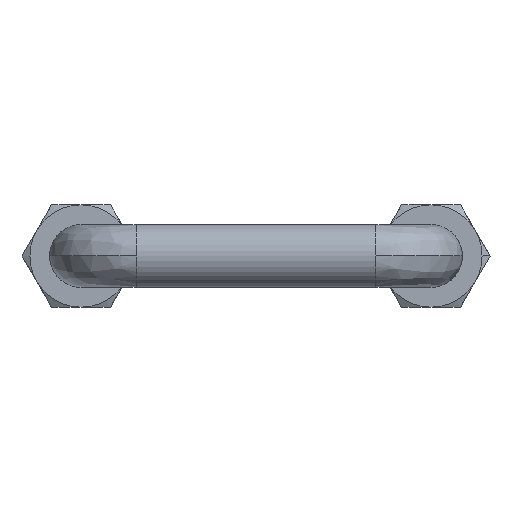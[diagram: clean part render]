
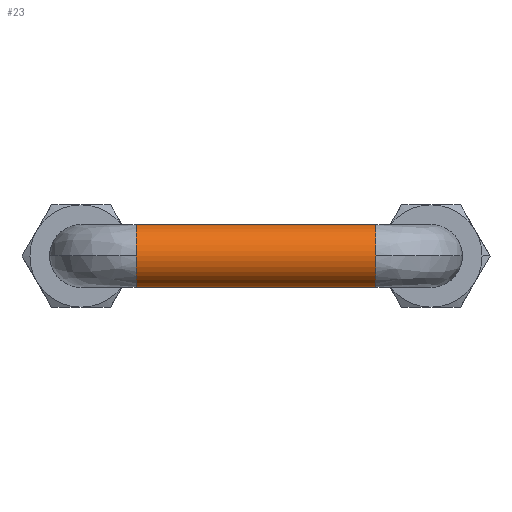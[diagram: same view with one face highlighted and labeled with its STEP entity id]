
A CAD part, left-side view. The second image highlights one B-rep face of the part: STEP entity #23.
In plain terms, the highlighted cylindrical face has radius 4 mm (diameter 8 mm), a partial arc.
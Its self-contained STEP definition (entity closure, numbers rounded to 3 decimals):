
#12 = FACE_OUTER_BOUND ( 'NONE', #856, .T. ) ;
#23 = ADVANCED_FACE ( 'NONE', ( #12 ), #477, .T. ) ;
#39 = ORIENTED_EDGE ( 'NONE', *, *, #1326, .T. ) ;
#49 = EDGE_CURVE ( 'NONE', #412, #1353, #969, .T. ) ;
#62 = DIRECTION ( 'NONE',  ( 0., 1., 0. ) ) ;
#78 = CARTESIAN_POINT ( 'NONE',  ( 0., 15.25, 4. ) ) ;
#102 = ORIENTED_EDGE ( 'NONE', *, *, #1496, .F. ) ;
#127 = DIRECTION ( 'NONE',  ( 0., 0., -1. ) ) ;
#136 = DIRECTION ( 'NONE',  ( 0., -1., 0. ) ) ;
#203 = AXIS2_PLACEMENT_3D ( 'NONE', #1269, #1117, #648 ) ;
#211 = LINE ( 'NONE', #78, #1436 ) ;
#255 = EDGE_CURVE ( 'NONE', #913, #412, #273, .T. ) ;
#273 = CIRCLE ( 'NONE', #407, 4. ) ;
#290 = CIRCLE ( 'NONE', #1075, 4. ) ;
#300 = VERTEX_POINT ( 'NONE', #855 ) ;
#359 = DIRECTION ( 'NONE',  ( 0., -1., 0. ) ) ;
#363 = CARTESIAN_POINT ( 'NONE',  ( 0., 15.25, -4. ) ) ;
#407 = AXIS2_PLACEMENT_3D ( 'NONE', #1324, #62, #1085 ) ;
#412 = VERTEX_POINT ( 'NONE', #791 ) ;
#428 = ORIENTED_EDGE ( 'NONE', *, *, #1346, .F. ) ;
#434 = AXIS2_PLACEMENT_3D ( 'NONE', #488, #549, #127 ) ;
#477 = CYLINDRICAL_SURFACE ( 'NONE', #514, 4. ) ;
#478 = CIRCLE ( 'NONE', #203, 4. ) ;
#488 = CARTESIAN_POINT ( 'NONE',  ( 0., 15.25, 0. ) ) ;
#514 = AXIS2_PLACEMENT_3D ( 'NONE', #1541, #359, #869 ) ;
#548 = CARTESIAN_POINT ( 'NONE',  ( 0., 15.25, -4. ) ) ;
#549 = DIRECTION ( 'NONE',  ( 0., 1., 0. ) ) ;
#575 = DIRECTION ( 'NONE',  ( 1., 0., 0. ) ) ;
#648 = DIRECTION ( 'NONE',  ( 1., 0., 0. ) ) ;
#652 = VERTEX_POINT ( 'NONE', #807 ) ;
#791 = CARTESIAN_POINT ( 'NONE',  ( -4., 15.25, 0. ) ) ;
#807 = CARTESIAN_POINT ( 'NONE',  ( 0., -15.25, 4. ) ) ;
#845 = ORIENTED_EDGE ( 'NONE', *, *, #49, .F. ) ;
#855 = CARTESIAN_POINT ( 'NONE',  ( 0., -15.25, -4. ) ) ;
#856 = EDGE_LOOP ( 'NONE', ( #102, #845, #865, #39, #1303, #428 ) ) ;
#865 = ORIENTED_EDGE ( 'NONE', *, *, #255, .F. ) ;
#869 = DIRECTION ( 'NONE',  ( 0., 0., -1. ) ) ;
#886 = DIRECTION ( 'NONE',  ( 0., -1., 0. ) ) ;
#913 = VERTEX_POINT ( 'NONE', #548 ) ;
#969 = CIRCLE ( 'NONE', #434, 4. ) ;
#1075 = AXIS2_PLACEMENT_3D ( 'NONE', #1315, #136, #575 ) ;
#1077 = DIRECTION ( 'NONE',  ( 0., -1., 0. ) ) ;
#1085 = DIRECTION ( 'NONE',  ( 0., 0., -1. ) ) ;
#1116 = VECTOR ( 'NONE', #1077, 1000. ) ;
#1117 = DIRECTION ( 'NONE',  ( 0., -1., 0. ) ) ;
#1210 = EDGE_CURVE ( 'NONE', #1457, #300, #478, .T. ) ;
#1264 = LINE ( 'NONE', #363, #1116 ) ;
#1269 = CARTESIAN_POINT ( 'NONE',  ( 0., -15.25, 0. ) ) ;
#1303 = ORIENTED_EDGE ( 'NONE', *, *, #1210, .F. ) ;
#1307 = CARTESIAN_POINT ( 'NONE',  ( 0., 15.25, 4. ) ) ;
#1315 = CARTESIAN_POINT ( 'NONE',  ( 0., -15.25, 0. ) ) ;
#1324 = CARTESIAN_POINT ( 'NONE',  ( 0., 15.25, 0. ) ) ;
#1326 = EDGE_CURVE ( 'NONE', #913, #300, #1264, .T. ) ;
#1346 = EDGE_CURVE ( 'NONE', #652, #1457, #290, .T. ) ;
#1353 = VERTEX_POINT ( 'NONE', #1307 ) ;
#1387 = CARTESIAN_POINT ( 'NONE',  ( -4., -15.25, 0. ) ) ;
#1436 = VECTOR ( 'NONE', #886, 1000. ) ;
#1457 = VERTEX_POINT ( 'NONE', #1387 ) ;
#1496 = EDGE_CURVE ( 'NONE', #1353, #652, #211, .T. ) ;
#1541 = CARTESIAN_POINT ( 'NONE',  ( 0., 15.25, 0. ) ) ;
